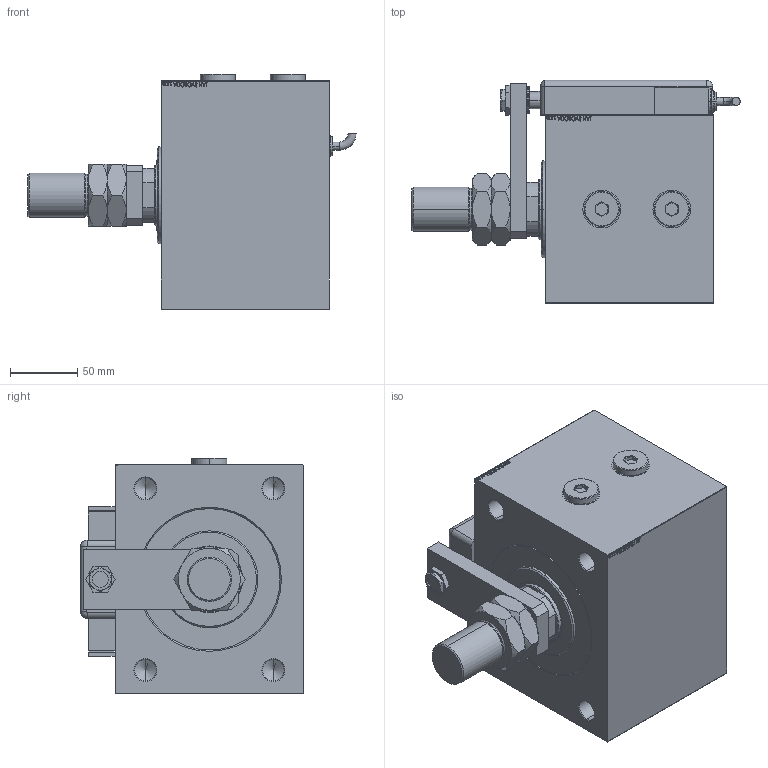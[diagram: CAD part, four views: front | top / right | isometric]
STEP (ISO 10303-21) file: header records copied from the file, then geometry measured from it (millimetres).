
FILE_DESCRIPTION (( 'STEP AP203' ), '1' );
FILE_NAME ('f9c7.STEP', '2024-02-12T00:01:13', ( '' ), ( '' ), 'SwSTEP 2.0', 'SolidWorks 2019', '' );
FILE_SCHEMA (( 'CONFIG_CONTROL_DESIGN' ));
Length unit declared in the file: millimetre
Products named in the file (15): SWITCH_Q_FRONT_BACK a8c2c6910c9665ff01d7a8c215c090d7; SWITCH Q a8c2c6910c9665ff01d7a8c215c090d7; Zatka_OIL_PORT a8c2c6910c9665ff01d7a8c215c090d7; V450CM_B_VCP a8c2c6910c9665ff01d7a8c215c090d7; TYC a8c2c6910c9665ff01d7a8c215c090d7; NUT_D19 a8c2c6910c9665ff01d7a8c215c090d7; Q_T_W_MTA a8c2c6910c9665ff01d7a8c215c090d7; ZARAZKA_Q a8c2c6910c9665ff01d7a8c215c090d7; V450CM_VC_B a8c2c6910c9665ff01d7a8c215c090d7; f9c7; V450CM_B_Body a8c2c6910c9665ff01d7a8c215c090d7; NUT_D13 a8c2c6910c9665ff01d7a8c215c090d7; MAGNETIC SWITCH Q a8c2c6910c9665ff01d7a8c215c090d7; SWITCH DIM A_G a8c2c6910c9665ff01d7a8c215c090d7; KRYT a8c2c6910c9665ff01d7a8c215c090d7
Assembly tree (16 placements, depth 3):
  f9c7
    V450CM_B_Body a8c2c6910c9665ff01d7a8c215c090d7
    V450CM_B_VCP a8c2c6910c9665ff01d7a8c215c090d7
    V450CM_VC_B a8c2c6910c9665ff01d7a8c215c090d7
    MAGNETIC SWITCH Q a8c2c6910c9665ff01d7a8c215c090d7
      SWITCH_Q_FRONT_BACK a8c2c6910c9665ff01d7a8c215c090d7
      TYC a8c2c6910c9665ff01d7a8c215c090d7
      ZARAZKA_Q a8c2c6910c9665ff01d7a8c215c090d7
      SWITCH DIM A_G a8c2c6910c9665ff01d7a8c215c090d7
      NUT_D19 a8c2c6910c9665ff01d7a8c215c090d7
      NUT_D13 a8c2c6910c9665ff01d7a8c215c090d7
      KRYT a8c2c6910c9665ff01d7a8c215c090d7
      SWITCH Q a8c2c6910c9665ff01d7a8c215c090d7  x2
    Q_T_W_MTA a8c2c6910c9665ff01d7a8c215c090d7
    Zatka_OIL_PORT a8c2c6910c9665ff01d7a8c215c090d7  x2
Bounding box: 243.76 x 165.8 x 174.9 mm (x, y, z)
Volume: 3110564.9 mm3; surface area: 302770.9 mm2
Topology: 16 solids, 16 shells, 1369 faces, 3424 edges, 2225 vertices
Faces by surface type: plane 657, bspline 471, cylinder 129, cone 86, torus 24, sphere 2
Entity records: 62945 total; most frequent: CARTESIAN_POINT 33056, ORIENTED_EDGE 6540, DIRECTION 4308, EDGE_CURVE 3270, VERTEX_POINT 2141, VECTOR 1918, LINE 1918, EDGE_LOOP 1485
